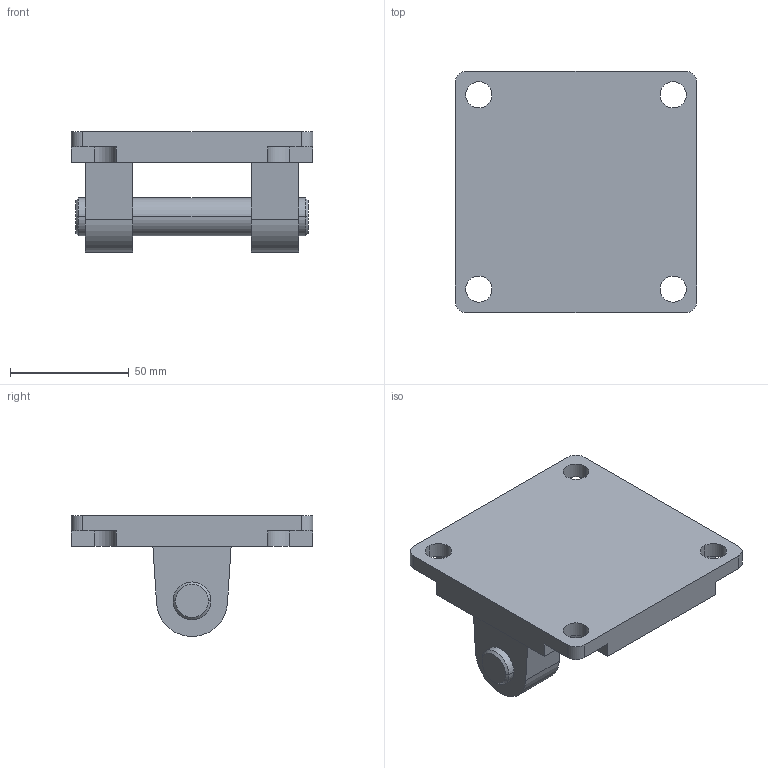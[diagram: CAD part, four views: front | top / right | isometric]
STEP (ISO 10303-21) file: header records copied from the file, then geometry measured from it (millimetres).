
FILE_DESCRIPTION(('STEP AP214'),'1');
FILE_NAME('chape_vpf-10_80_a.stp','2017-01-06T11:13:43',('TraceParts'),('TraceParts S.A.'),'Spatial InterOp 3D',' ',' ');
FILE_SCHEMA(('automotive_design'));
Length unit declared in the file: millimetre
Products named in the file (1): chape_vpf-10_80_a
Bounding box: 102 x 102 x 51 mm (x, y, z)
Volume: 178467.1 mm3; surface area: 35226.3 mm2
Topology: 1 solids, 1 shells, 58 faces, 152 edges, 100 vertices
Faces by surface type: plane 28, cylinder 26, cone 4
Entity records: 1835 total; most frequent: DIRECTION 326, CARTESIAN_POINT 311, ORIENTED_EDGE 304, EDGE_CURVE 152, AXIS2_PLACEMENT_3D 115, VERTEX_POINT 100, LINE 96, VECTOR 96
